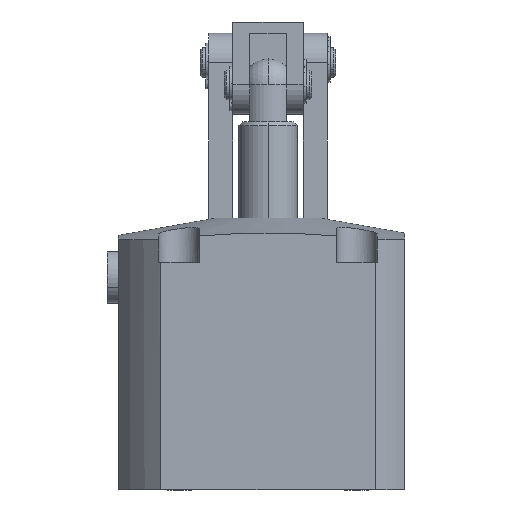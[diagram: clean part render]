
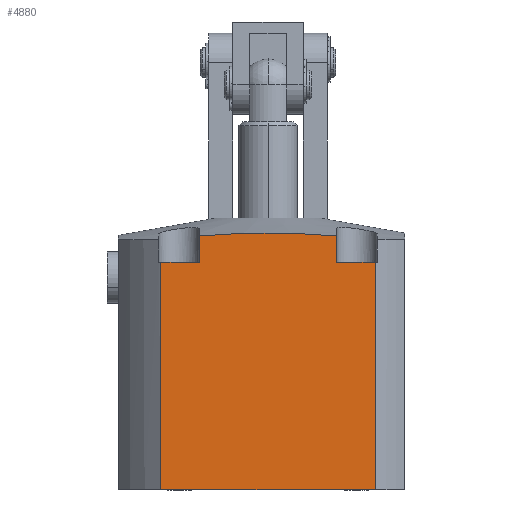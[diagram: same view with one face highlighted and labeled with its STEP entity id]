
A CAD part, front view. The second image highlights one B-rep face of the part: STEP entity #4880.
In plain terms, the highlighted planar face has unit normal (0, -1, 0).
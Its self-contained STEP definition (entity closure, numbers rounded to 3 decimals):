
#1016 = B_SPLINE_CURVE_WITH_KNOTS ( 'NONE', 3,
 ( #2065, #2067, #2050, #2047, #2046, #2054, #2045, #2038, #2039 ),
 .UNSPECIFIED., .F., .F.,
 ( 4, 2, 1, 2, 4 ),
 ( 0.109, 0.119, 0.128, 0.137, 0.147 ),
 .UNSPECIFIED. ) ;
#2018 = DIRECTION ( 'NONE',  ( -1., 0., 0. ) ) ;
#2019 = CARTESIAN_POINT ( 'NONE',  ( 28.983, -37., -46.5 ) ) ;
#2038 = CARTESIAN_POINT ( 'NONE',  ( -15.417, -37., 22.418 ) ) ;
#2039 = CARTESIAN_POINT ( 'NONE',  ( -18.5, -37., 22.174 ) ) ;
#2045 = CARTESIAN_POINT ( 'NONE',  ( -12.333, -37., 22.612 ) ) ;
#2046 = CARTESIAN_POINT ( 'NONE',  ( 0., -37., 23.013 ) ) ;
#2047 = CARTESIAN_POINT ( 'NONE',  ( 6.167, -37., 22.876 ) ) ;
#2050 = CARTESIAN_POINT ( 'NONE',  ( 12.334, -37., 22.612 ) ) ;
#2054 = CARTESIAN_POINT ( 'NONE',  ( -6.166, -37., 22.876 ) ) ;
#2065 = CARTESIAN_POINT ( 'NONE',  ( 18.5, -37., 22.174 ) ) ;
#2067 = CARTESIAN_POINT ( 'NONE',  ( 15.417, -37., 22.418 ) ) ;
#2466 = CARTESIAN_POINT ( 'NONE',  ( 18.5, -37., 22.174 ) ) ;
#2493 = CARTESIAN_POINT ( 'NONE',  ( -18.5, -37., 22.174 ) ) ;
#2496 = CARTESIAN_POINT ( 'NONE',  ( -28.983, -37., -46.5 ) ) ;
#2507 = CARTESIAN_POINT ( 'NONE',  ( 28.983, -37., -46.5 ) ) ;
#2730 = CARTESIAN_POINT ( 'NONE',  ( -28.983, -37., 27. ) ) ;
#2737 = DIRECTION ( 'NONE',  ( 0., 0., -1. ) ) ;
#2738 = DIRECTION ( 'NONE',  ( 0., 0., 1. ) ) ;
#2740 = CARTESIAN_POINT ( 'NONE',  ( -18.5, -37., 15. ) ) ;
#2741 = DIRECTION ( 'NONE',  ( 1., 0., 0. ) ) ;
#2742 = CARTESIAN_POINT ( 'NONE',  ( 0., -37., 15. ) ) ;
#2744 = DIRECTION ( 'NONE',  ( 0., 0., -1. ) ) ;
#2749 = CARTESIAN_POINT ( 'NONE',  ( 28.983, -37., 27. ) ) ;
#3868 = DIRECTION ( 'NONE',  ( 0., 0., 1. ) ) ;
#3869 = DIRECTION ( 'NONE',  ( 0., 1., 0. ) ) ;
#3874 = PLANE ( 'NONE',  #9966 ) ;
#3876 = CARTESIAN_POINT ( 'NONE',  ( 0., -37., 27. ) ) ;
#4672 = ORIENTED_EDGE ( 'NONE', *, *, #9499, .F. ) ;
#4673 = ORIENTED_EDGE ( 'NONE', *, *, #9531, .T. ) ;
#4674 = ORIENTED_EDGE ( 'NONE', *, *, #9314, .T. ) ;
#4675 = ORIENTED_EDGE ( 'NONE', *, *, #9299, .F. ) ;
#4676 = ORIENTED_EDGE ( 'NONE', *, *, #9298, .F. ) ;
#4677 = ORIENTED_EDGE ( 'NONE', *, *, #9302, .T. ) ;
#4678 = ORIENTED_EDGE ( 'NONE', *, *, #9364, .F. ) ;
#4679 = ORIENTED_EDGE ( 'NONE', *, *, #9297, .F. ) ;
#4880 = ADVANCED_FACE ( 'NONE', ( #5673 ), #3874, .F. ) ;
#5025 = VERTEX_POINT ( 'NONE', #2507 ) ;
#5034 = VERTEX_POINT ( 'NONE', #2496 ) ;
#5036 = VERTEX_POINT ( 'NONE', #2493 ) ;
#5057 = VERTEX_POINT ( 'NONE', #2466 ) ;
#5566 = CARTESIAN_POINT ( 'NONE',  ( -18.5, -37., 15. ) ) ;
#5595 = CARTESIAN_POINT ( 'NONE',  ( 28.983, -37., 15. ) ) ;
#5673 = FACE_OUTER_BOUND ( 'NONE', #6163, .T. ) ;
#5691 = CARTESIAN_POINT ( 'NONE',  ( 18.5, -37., 15. ) ) ;
#5945 = CARTESIAN_POINT ( 'NONE',  ( -28.983, -37., 15. ) ) ;
#6163 = EDGE_LOOP ( 'NONE', ( #4672, #4673, #4674, #4675, #4676, #4677, #4678, #4679 ) ) ;
#6311 = LINE ( 'NONE', #2749, #6316 ) ;
#6315 = LINE ( 'NONE', #2742, #6318 ) ;
#6316 = VECTOR ( 'NONE', #2744, 1000. ) ;
#6317 = LINE ( 'NONE', #2740, #6320 ) ;
#6318 = VECTOR ( 'NONE', #2741, 1000. ) ;
#6320 = VECTOR ( 'NONE', #2738, 1000. ) ;
#6321 = LINE ( 'NONE', #2730, #6324 ) ;
#6324 = VECTOR ( 'NONE', #2737, 1000. ) ;
#6398 = LINE ( 'NONE', #2019, #6400 ) ;
#6400 = VECTOR ( 'NONE', #2018, 1000. ) ;
#6580 = LINE ( 'NONE', #8893, #6585 ) ;
#6585 = VECTOR ( 'NONE', #8883, 1000. ) ;
#6629 = LINE ( 'NONE', #8811, #6631 ) ;
#6631 = VECTOR ( 'NONE', #8803, 1000. ) ;
#7609 = VERTEX_POINT ( 'NONE', #5945 ) ;
#7625 = VERTEX_POINT ( 'NONE', #5691 ) ;
#7631 = VERTEX_POINT ( 'NONE', #5595 ) ;
#7637 = VERTEX_POINT ( 'NONE', #5566 ) ;
#8803 = DIRECTION ( 'NONE',  ( 0., 0., 1. ) ) ;
#8811 = CARTESIAN_POINT ( 'NONE',  ( 18.5, -37., 15. ) ) ;
#8883 = DIRECTION ( 'NONE',  ( 1., 0., 0. ) ) ;
#8893 = CARTESIAN_POINT ( 'NONE',  ( 0., -37., 15. ) ) ;
#9297 = EDGE_CURVE ( 'NONE', #7631, #5025, #6311, .T. ) ;
#9298 = EDGE_CURVE ( 'NONE', #7609, #7637, #6315, .T. ) ;
#9299 = EDGE_CURVE ( 'NONE', #7637, #5036, #6317, .T. ) ;
#9302 = EDGE_CURVE ( 'NONE', #7609, #5034, #6321, .T. ) ;
#9314 = EDGE_CURVE ( 'NONE', #5057, #5036, #1016, .T. ) ;
#9364 = EDGE_CURVE ( 'NONE', #5025, #5034, #6398, .T. ) ;
#9499 = EDGE_CURVE ( 'NONE', #7625, #7631, #6580, .T. ) ;
#9531 = EDGE_CURVE ( 'NONE', #7625, #5057, #6629, .T. ) ;
#9966 = AXIS2_PLACEMENT_3D ( 'NONE', #3876, #3869, #3868 ) ;
